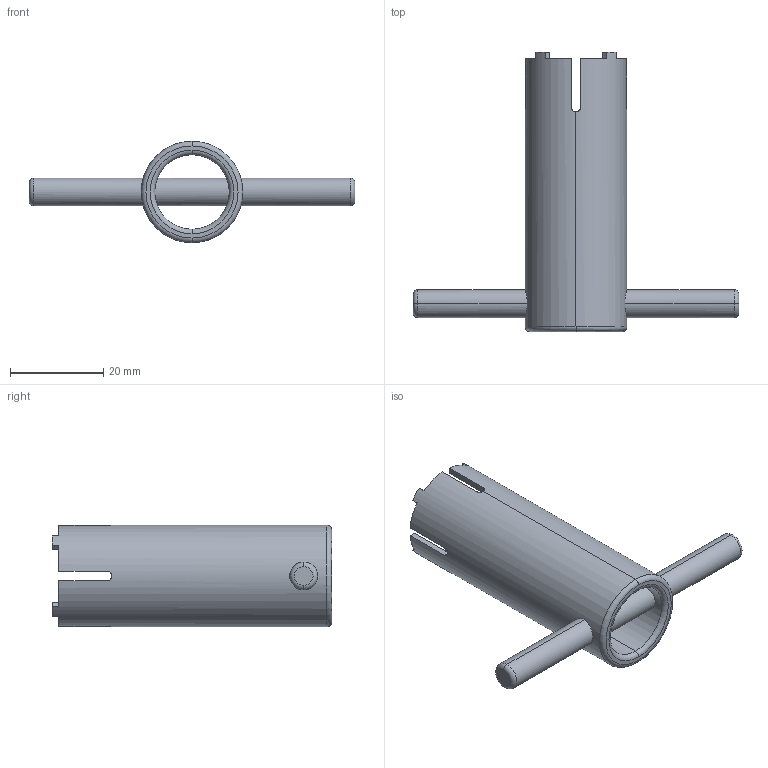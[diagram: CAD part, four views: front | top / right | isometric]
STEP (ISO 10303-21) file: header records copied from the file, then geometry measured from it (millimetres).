
FILE_DESCRIPTION (( 'STEP AP203' ), '1' );
FILE_NAME ('P413 M23-TOOL-1.STEP', '2020-04-25T02:33:17', ( 'edpusr' ), ( 'Microsoft' ), 'SwSTEP 2.0', 'SolidWorks 2015', '' );
FILE_SCHEMA (( 'CONFIG_CONTROL_DESIGN' ));
Length unit declared in the file: millimetre
Products named in the file (1): P413 M23-TOOL-1
Bounding box: 70 x 60 x 21.8 mm (x, y, z)
Volume: 10678.8 mm3; surface area: 8473 mm2
Topology: 1 solids, 1 shells, 58 faces, 152 edges, 98 vertices
Faces by surface type: plane 32, cylinder 16, torus 8, cone 2
Entity records: 2223 total; most frequent: CARTESIAN_POINT 697, ORIENTED_EDGE 304, DIRECTION 304, EDGE_CURVE 152, AXIS2_PLACEMENT_3D 113, VERTEX_POINT 98, VECTOR 78, LINE 78
